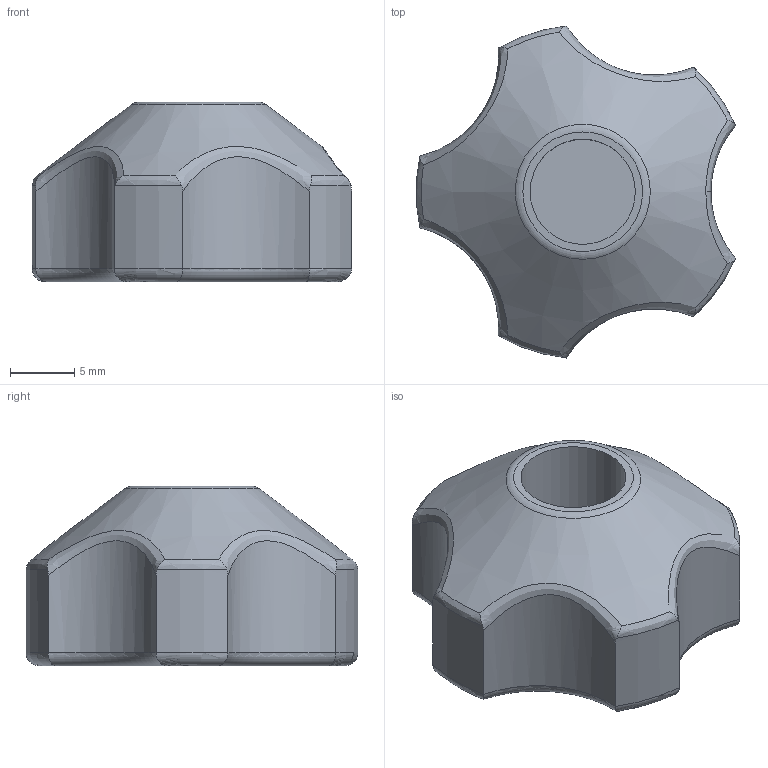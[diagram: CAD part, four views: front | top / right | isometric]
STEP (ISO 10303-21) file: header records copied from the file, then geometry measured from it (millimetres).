
FILE_DESCRIPTION(('FreeCAD Model'),'2;1');
FILE_NAME('Open CASCADE Shape Model','2023-02-09T11:47:16',('Author'),( ''),'Open CASCADE STEP processor 7.5','FreeCAD','Unknown');
FILE_SCHEMA(('AUTOMOTIVE_DESIGN { 1 0 10303 214 1 1 1 1 }'));
Length unit declared in the file: millimetre
Products named in the file (1): spool.tighter
Bounding box: 24.88 x 25.88 x 14 mm (x, y, z)
Volume: 3505.3 mm3; surface area: 2139.7 mm2
Topology: 1 solids, 1 shells, 44 faces, 116 edges, 68 vertices
Faces by surface type: cylinder 11, torus 11, bspline 11, plane 10, cone 1
Full cylindrical faces by diameter (mm): 8.2 x1
Entity records: 7138 total; most frequent: CARTESIAN_POINT 5231, DIRECTION 258, ORIENTED_EDGE 216, PCURVE 216, DEFINITIONAL_REPRESENTATION 216, B_SPLINE_CURVE_WITH_KNOTS 158, LINE 127, VECTOR 127
